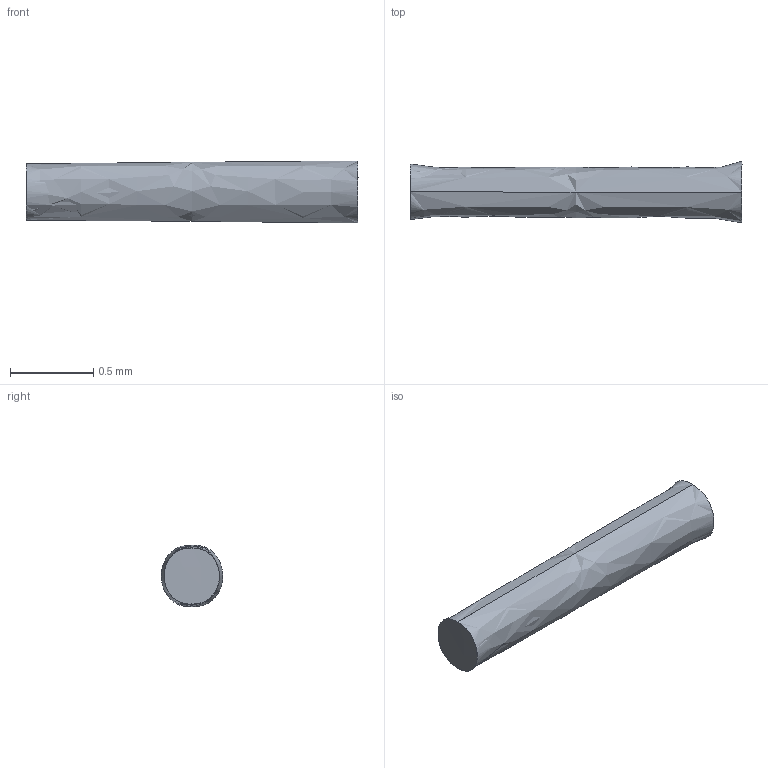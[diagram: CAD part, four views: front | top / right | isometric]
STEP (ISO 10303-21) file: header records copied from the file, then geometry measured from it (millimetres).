
FILE_DESCRIPTION(('Open CASCADE Model'),'2;1');
FILE_NAME('Open CASCADE Shape Model','2024-12-01T19:26:01',('Author'),( 'Open CASCADE'),'Open CASCADE STEP processor 7.5','Open CASCADE 7.5' ,'Unknown');
FILE_SCHEMA(('CONFIG_CONTROL_DESIGN'));
Length unit declared in the file: millimetre
Products named in the file (1): Open CASCADE STEP translator 7.5 207
Bounding box: 2 x 0.37 x 0.37 mm (x, y, z)
Surface area: 4.2 mm2 (no closed solid volume)
Topology: 0 solids, 1 shells, 6 faces, 12 edges, 6 vertices
Faces by surface type: bspline 6
Entity records: 544 total; most frequent: CARTESIAN_POINT 341, B_SPLINE_CURVE_WITH_KNOTS 34, ORIENTED_EDGE 22, PCURVE 22, DEFINITIONAL_REPRESENTATION 22, EDGE_CURVE 12, SURFACE_CURVE 12, FACE_BOUND 7
